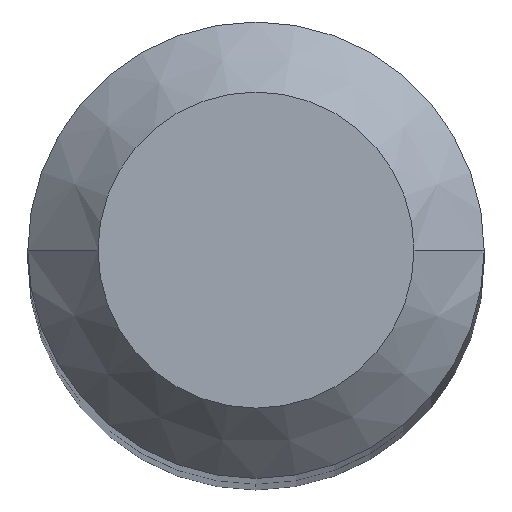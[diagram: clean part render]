
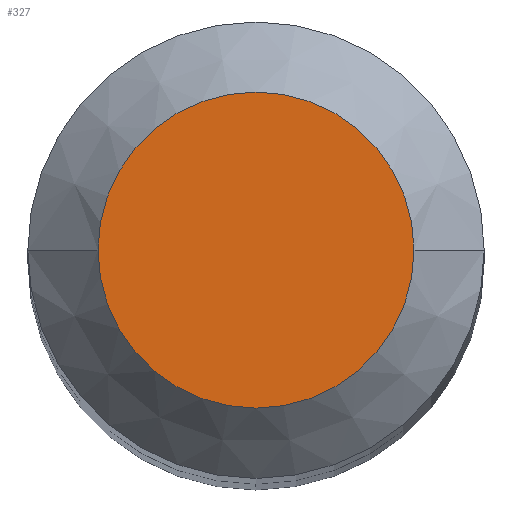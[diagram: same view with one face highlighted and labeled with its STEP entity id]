
A CAD part, top view. The second image highlights one B-rep face of the part: STEP entity #327.
In plain terms, the highlighted planar face has unit normal (0, 0, 1).
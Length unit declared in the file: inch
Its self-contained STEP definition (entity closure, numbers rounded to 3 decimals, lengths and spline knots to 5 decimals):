
#10 = AXIS2_PLACEMENT_3D ( 'NONE', #260, #97, #371 ) ;
#12 = EDGE_LOOP ( 'NONE', ( #108, #129 ) ) ;
#44 = VERTEX_POINT ( 'NONE', #271 ) ;
#65 = FACE_OUTER_BOUND ( 'NONE', #12, .T. ) ;
#73 = DIRECTION ( 'NONE',  ( 1., 0., 0. ) ) ;
#94 = AXIS2_PLACEMENT_3D ( 'NONE', #356, #215, #73 ) ;
#97 = DIRECTION ( 'NONE',  ( 0., 0., 1. ) ) ;
#108 = ORIENTED_EDGE ( 'NONE', *, *, #329, .T. ) ;
#129 = ORIENTED_EDGE ( 'NONE', *, *, #141, .T. ) ;
#138 = CIRCLE ( 'NONE', #10, 0.0703 ) ;
#141 = EDGE_CURVE ( 'NONE', #268, #44, #324, .T. ) ;
#164 = CARTESIAN_POINT ( 'NONE',  ( 0., 0., 0. ) ) ;
#193 = PLANE ( 'NONE',  #375 ) ;
#199 = DIRECTION ( 'NONE',  ( -1., 0., 0. ) ) ;
#215 = DIRECTION ( 'NONE',  ( 0., 0., 1. ) ) ;
#255 = DIRECTION ( 'NONE',  ( 0., 0., -1. ) ) ;
#260 = CARTESIAN_POINT ( 'NONE',  ( 0., 0., 0. ) ) ;
#268 = VERTEX_POINT ( 'NONE', #366 ) ;
#271 = CARTESIAN_POINT ( 'NONE',  ( -0.0703, 0., 0. ) ) ;
#324 = CIRCLE ( 'NONE', #94, 0.0703 ) ;
#327 = ADVANCED_FACE ( 'NONE', ( #65 ), #193, .F. ) ;
#329 = EDGE_CURVE ( 'NONE', #44, #268, #138, .T. ) ;
#356 = CARTESIAN_POINT ( 'NONE',  ( 0., 0., 0. ) ) ;
#366 = CARTESIAN_POINT ( 'NONE',  ( 0.0703, 0., 0. ) ) ;
#371 = DIRECTION ( 'NONE',  ( 1., 0., 0. ) ) ;
#375 = AXIS2_PLACEMENT_3D ( 'NONE', #164, #255, #199 ) ;
